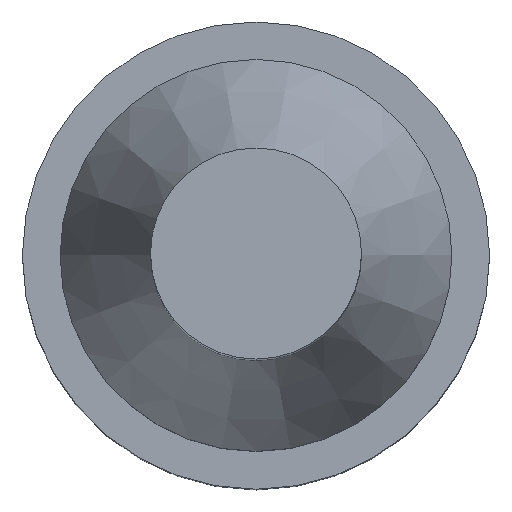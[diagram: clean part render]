
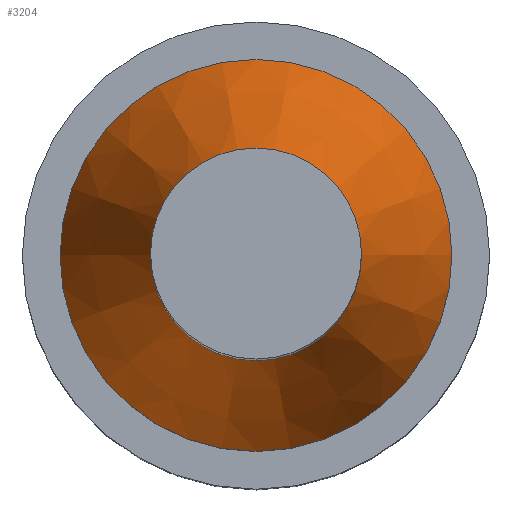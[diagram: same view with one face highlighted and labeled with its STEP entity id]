
A CAD part, top view. The second image highlights one B-rep face of the part: STEP entity #3204.
In plain terms, the highlighted conical face has half-angle 19.983 degrees and reference radius 13 mm.
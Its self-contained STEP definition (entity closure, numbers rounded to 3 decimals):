
#12=CONICAL_SURFACE($,#3317,13.,19.983);
#42=CIRCLE($,#3315,7.);
#43=CIRCLE($,#3318,13.);
#79=FACE_BOUND($,#529,.T.);
#327=FACE_OUTER_BOUND($,#528,.T.);
#528=EDGE_LOOP($,(#2794));
#529=EDGE_LOOP($,(#2795));
#1495=VERTEX_POINT($,#5763);
#1496=VERTEX_POINT($,#5767);
#1931=EDGE_CURVE($,#1495,#1495,#42,.T.);
#1932=EDGE_CURVE($,#1496,#1496,#43,.T.);
#2794=ORIENTED_EDGE($,*,*,#1932,.F.);
#2795=ORIENTED_EDGE($,*,*,#1931,.T.);
#3204=ADVANCED_FACE($,(#327,#79),#12,.T.);
#3315=AXIS2_PLACEMENT_3D($,#5764,#3783,#3784);
#3317=AXIS2_PLACEMENT_3D($,#5766,#3787,#3788);
#3318=AXIS2_PLACEMENT_3D($,#5768,#3789,#3790);
#3783=DIRECTION('center_axis',(0.,0.,-1.));
#3784=DIRECTION('ref_axis',(-1.,0.,0.));
#3787=DIRECTION('center_axis',(0.,0.,-1.));
#3788=DIRECTION('ref_axis',(1.,0.,0.));
#3789=DIRECTION('center_axis',(0.,0.,-1.));
#3790=DIRECTION('ref_axis',(-1.,0.,0.));
#5763=CARTESIAN_POINT('',(-7.,0.,52.5));
#5764=CARTESIAN_POINT('Origin',(0.,0.,52.5));
#5766=CARTESIAN_POINT('Origin',(0.,0.,36.));
#5767=CARTESIAN_POINT('',(13.,0.,36.));
#5768=CARTESIAN_POINT('Origin',(0.,0.,36.));
